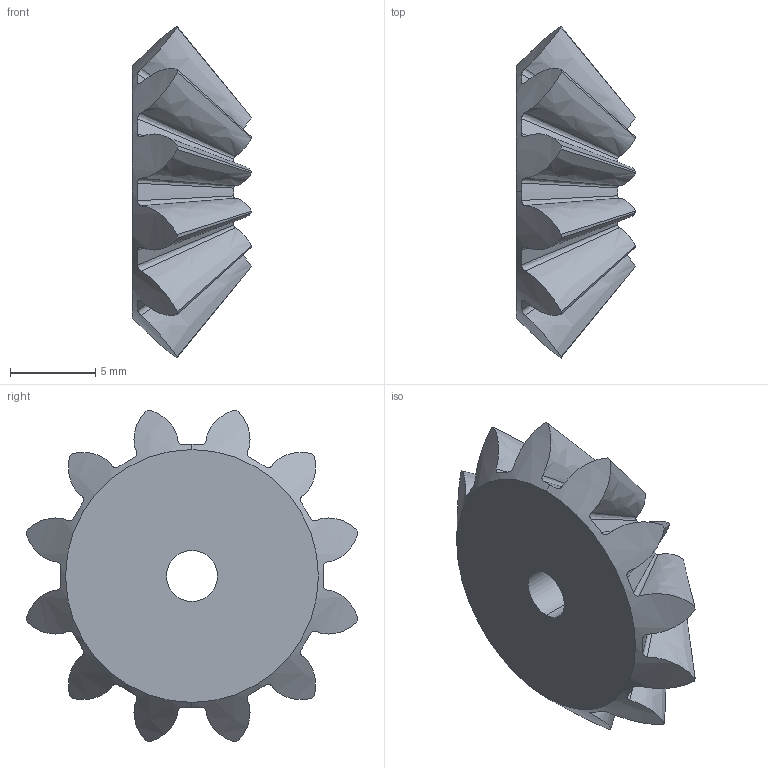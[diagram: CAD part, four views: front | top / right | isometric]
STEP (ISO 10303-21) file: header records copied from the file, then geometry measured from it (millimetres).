
FILE_DESCRIPTION (( 'STEP AP214' ), '1' );
FILE_NAME ('Gear 15 (12teeth.STEP', '2024-02-24T09:11:52', ( '' ), ( '' ), 'SwSTEP 2.0', 'SolidWorks 2023', '' );
FILE_SCHEMA (( 'AUTOMOTIVE_DESIGN' ));
Length unit declared in the file: millimetre
Products named in the file (1): Gear 15 (12teeth
Bounding box: 7 x 19.49 x 19.49 mm (x, y, z)
Volume: 900.6 mm3; surface area: 917.1 mm2
Topology: 1 solids, 1 shells, 80 faces, 234 edges, 156 vertices
Faces by surface type: bspline 60, cone 16, cylinder 2, plane 2
Entity records: 3849 total; most frequent: CARTESIAN_POINT 2199, ORIENTED_EDGE 468, EDGE_CURVE 234, DIRECTION 160, VERTEX_POINT 156, B_SPLINE_CURVE_WITH_KNOTS 148, EDGE_LOOP 82, FACE_OUTER_BOUND 80
